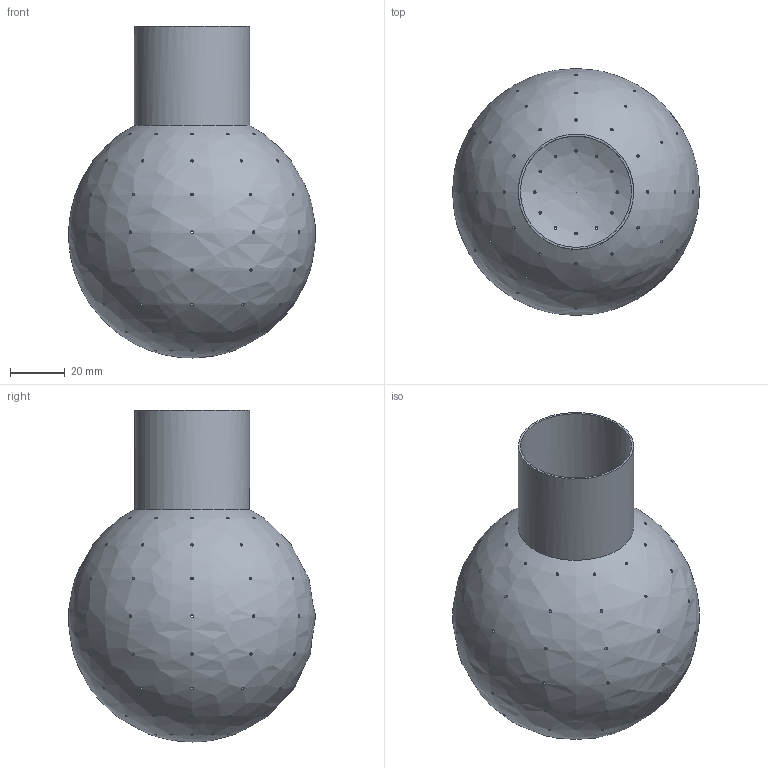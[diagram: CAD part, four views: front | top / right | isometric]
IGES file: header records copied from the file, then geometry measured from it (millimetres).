
Global section: file name: 27010090000; native system: Autodesk Inventor 2015; preprocessor: unknown; author: Struska Martin; organization: Bupospol, Armaturka Koukol, spol. s.r.o.; date: 20160303.115511; units: millimetre
Bounding box: 90 x 90 x 121.06 mm (x, y, z)
Volume: 27489.5 mm3; surface area: 56754.7 mm2
Topology: 1 solids, 1 shells, 101 faces, 333 edges, 217 vertices
Faces by surface type: bspline 101
